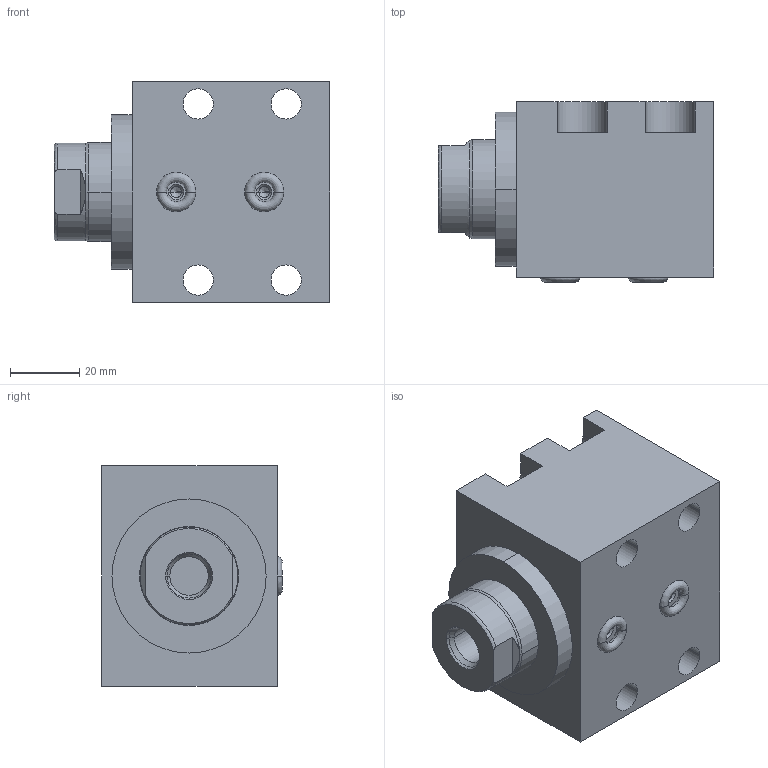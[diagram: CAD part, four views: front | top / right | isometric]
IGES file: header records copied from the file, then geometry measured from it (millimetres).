
Start section:  PTC IGES file: ilcm42111005.igs
Global section: file name: ilcm42111005.igs; native system: Creo Parametric by Parametric Technology Corporation; preprocessor: 2013320; author: maj; organization: Unknown; date: 20160415.152159; units: inch
Bounding box: 79.5 x 51.99 x 63.5 mm (x, y, z)
Surface area: 28835.4 mm2 (no closed solid volume)
Topology: 0 solids, 0 shells, 86 faces, 571 edges, 689 vertices
Faces by surface type: revolution 56, bspline 30
